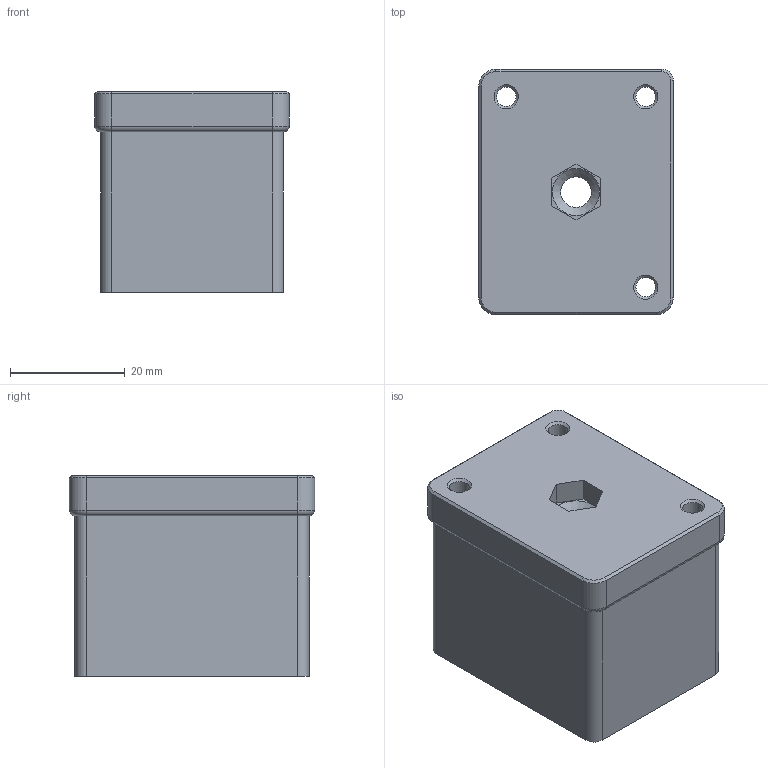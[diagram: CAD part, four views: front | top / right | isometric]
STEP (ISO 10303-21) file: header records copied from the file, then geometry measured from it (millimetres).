
FILE_DESCRIPTION(/* description */ ('STEP AP242','CAx-IF Rec.Pracs.---Representation and Presentation of Product Manufacturing Information (PMI)---4.0---2014-10-13','CAx-IF Rec.Pracs.---3D Tessellated Geometry---0.4---2014-09-14','2;1'),/* implementation_level */ '2;1');
FILE_NAME(/* name */ '625f68432b7f6f3594993a2a',/* time_stamp */ '2022-04-20T01:56:20+00:00',/* author */ (''),/* organization */ (''),/* preprocessor_version */ 'ST-DEVELOPER v18.101',/* originating_system */ ' ',/* authorisation */ ' ');
FILE_SCHEMA (('AP242_MANAGED_MODEL_BASED_3D_ENGINEERING_MIM_LF { 1 0 10303 442 1 1 4 }'));
Length unit declared in the file: metre
Products named in the file (1): Base Plate (1)
Bounding box: 33.9 x 42.8 x 35 mm (x, y, z)
Volume: 42715.2 mm3; surface area: 10221.9 mm2
Topology: 1 solids, 1 shells, 55 faces, 120 edges, 71 vertices
Faces by surface type: plane 24, cylinder 19, cone 8, torus 4
Full cylindrical faces by diameter (mm): 3.4 x3, 5.4 x1, 6 x3
Entity records: 1466 total; most frequent: DIRECTION 258, CARTESIAN_POINT 258, ORIENTED_EDGE 216, EDGE_CURVE 108, AXIS2_PLACEMENT_3D 102, EDGE_LOOP 78, FACE_BOUND 78, VERTEX_POINT 70
